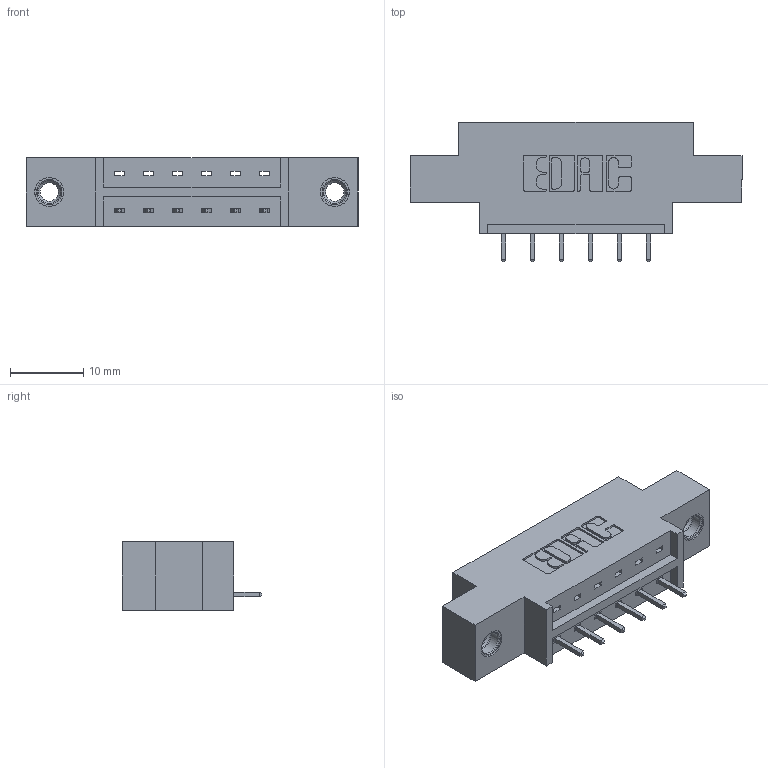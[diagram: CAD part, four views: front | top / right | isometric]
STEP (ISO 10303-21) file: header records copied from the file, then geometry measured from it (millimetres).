
FILE_DESCRIPTION (( 'STEP AP203' ), '1' );
FILE_NAME ('333-006-521-607.STEP', '2018-07-31T21:11:48', ( '' ), ( '' ), 'SwSTEP 2.0', 'SolidWorks 2016', '' );
FILE_SCHEMA (( 'CONFIG_CONTROL_DESIGN' ));
Length unit declared in the file: inch
Products named in the file (4): 333 Part_Offset - .156 Dia - TI; 345-292-001_345-293-121; 345-250-001_345-250-005-103; 333-006-521-607
Assembly tree (9 placements, depth 2):
  333-006-521-607
    333 Part_Offset - .156 Dia - TI
    345-292-001_345-293-121  x6
    345-250-001_345-250-005-103  x2
Bounding box: 45.31 x 19.06 x 9.4 mm (x, y, z)
Volume: 3991.8 mm3; surface area: 4248.2 mm2
Topology: 9 solids, 9 shells, 526 faces, 1515 edges, 994 vertices
Faces by surface type: plane 358, cylinder 152, cone 12, torus 4
Entity records: 9660 total; most frequent: CARTESIAN_POINT 1655, ORIENTED_EDGE 1590, DIRECTION 1501, EDGE_CURVE 795, LINE 647, VECTOR 647, VERTEX_POINT 524, AXIS2_PLACEMENT_3D 427
